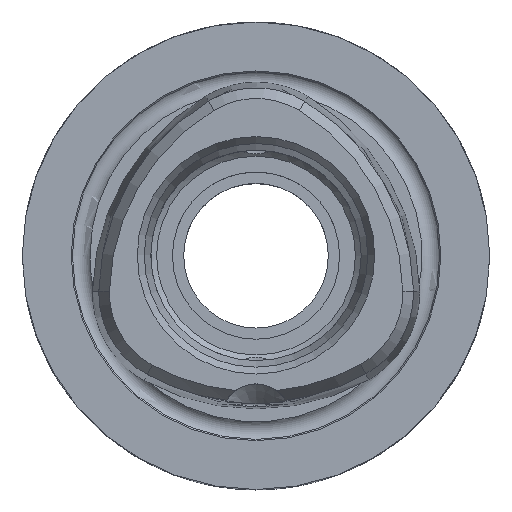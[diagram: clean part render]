
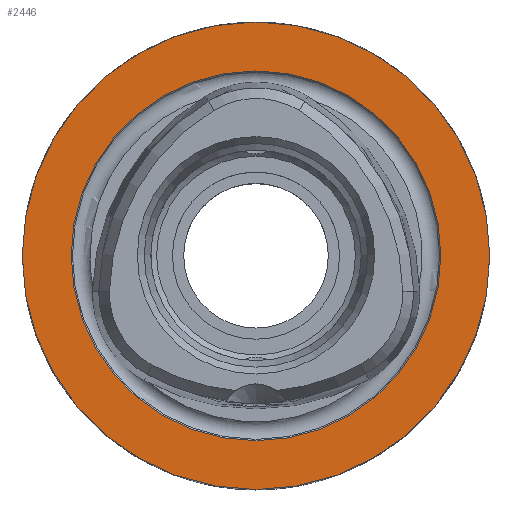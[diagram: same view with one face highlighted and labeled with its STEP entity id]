
A CAD part, top view. The second image highlights one B-rep face of the part: STEP entity #2446.
In plain terms, the highlighted planar face has unit normal (0, 0, 1).
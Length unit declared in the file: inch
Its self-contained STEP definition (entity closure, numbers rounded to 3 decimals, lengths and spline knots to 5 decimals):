
#44=FACE_BOUND('',#497,.T.);
#111=PLANE('',#2755);
#348=FACE_OUTER_BOUND('',#496,.T.);
#496=EDGE_LOOP('',(#2149));
#497=EDGE_LOOP('',(#2150));
#825=CIRCLE('',#2668,0.7874);
#859=CIRCLE('',#2751,0.62261);
#1039=VERTEX_POINT('',#4535);
#1097=VERTEX_POINT('',#4881);
#1355=EDGE_CURVE('',#1039,#1039,#825,.T.);
#1448=EDGE_CURVE('',#1097,#1097,#859,.T.);
#2149=ORIENTED_EDGE('',*,*,#1355,.T.);
#2150=ORIENTED_EDGE('',*,*,#1448,.T.);
#2446=ADVANCED_FACE('',(#348,#44),#111,.T.);
#2668=AXIS2_PLACEMENT_3D('',#4537,#3225,#3226);
#2751=AXIS2_PLACEMENT_3D('',#4883,#3428,#3429);
#2755=AXIS2_PLACEMENT_3D('',#4887,#3436,#3437);
#3225=DIRECTION('center_axis',(0.,0.,
1.));
#3226=DIRECTION('ref_axis',(1.,0.,0.));
#3428=DIRECTION('center_axis',(0.,0.,
-1.));
#3429=DIRECTION('ref_axis',(0.,1.,0.));
#3436=DIRECTION('center_axis',(0.,0.,
1.));
#3437=DIRECTION('ref_axis',(1.,0.,0.));
#4535=CARTESIAN_POINT('',(-0.98829,-0.12034,0.14861));
#4537=CARTESIAN_POINT('Origin',(-0.20089,-0.12034,0.14861));
#4881=CARTESIAN_POINT('',(-0.20089,-0.74294,0.14861));
#4883=CARTESIAN_POINT('Origin',(-0.20089,-0.12034,0.14861));
#4887=CARTESIAN_POINT('Origin',(-0.20089,-0.12034,0.14861));
